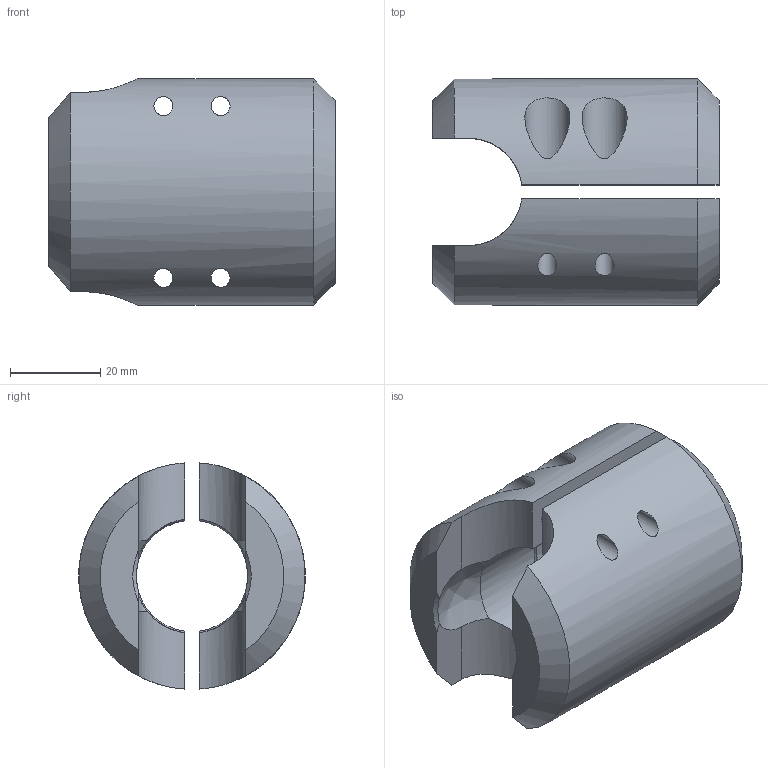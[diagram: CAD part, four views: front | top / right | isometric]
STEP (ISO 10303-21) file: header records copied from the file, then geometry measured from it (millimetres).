
FILE_DESCRIPTION (( 'STEP AP214' ), '1' );
FILE_NAME ('SLM-290.STEP', '2023-03-09T11:55:51', ( '' ), ( '' ), 'SwSTEP 2.0', 'SolidWorks 2021', '' );
FILE_SCHEMA (( 'AUTOMOTIVE_DESIGN' ));
Length unit declared in the file: inch
Products named in the file (1): SLM-290
Bounding box: 63.5 x 50.29 x 50.19 mm (x, y, z)
Volume: 70991.2 mm3; surface area: 19599.2 mm2
Topology: 2 solids, 2 shells, 52 faces, 140 edges, 96 vertices
Faces by surface type: cylinder 22, plane 16, cone 8, bspline 6
Full cylindrical faces by diameter (mm): 4.2 x4, 5.5 x4, 10 x4
Entity records: 2473 total; most frequent: CARTESIAN_POINT 1255, ORIENTED_EDGE 240, DIRECTION 206, EDGE_CURVE 120, VERTEX_POINT 88, AXIS2_PLACEMENT_3D 87, EDGE_LOOP 84, FACE_OUTER_BOUND 64
